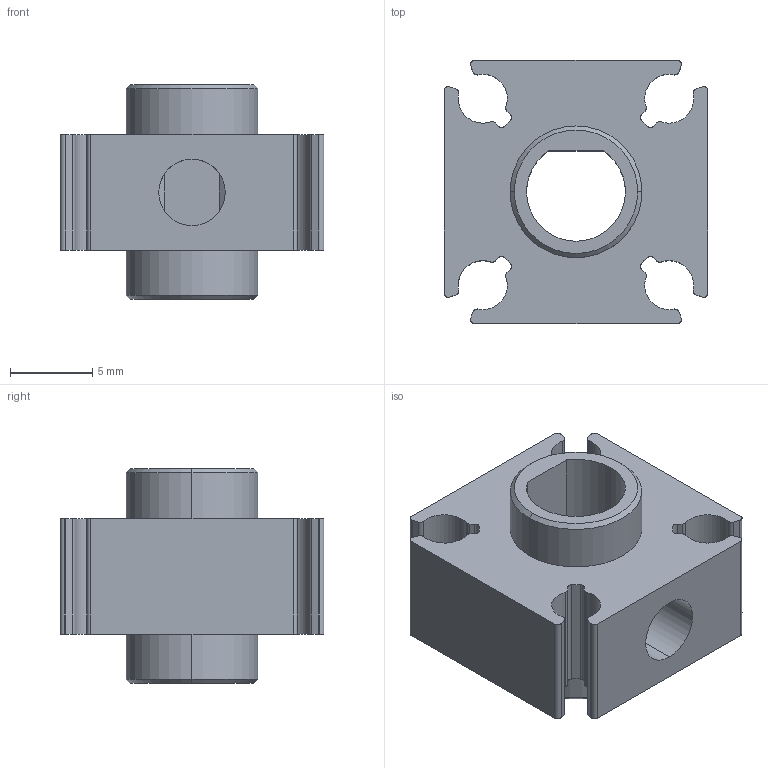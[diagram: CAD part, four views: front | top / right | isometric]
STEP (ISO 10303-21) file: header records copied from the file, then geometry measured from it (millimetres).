
FILE_DESCRIPTION (( 'STEP AP214' ), '1' );
FILE_NAME ('am-3215 6mm D bore Double Nub.STEP', '2016-09-09T00:16:55', ( '' ), ( '' ), 'SwSTEP 2.0', 'SolidWorks 2014', '' );
FILE_SCHEMA (( 'AUTOMOTIVE_DESIGN' ));
Length unit declared in the file: inch
Products named in the file (1): am-3215 6mm D bore Double Nub
Bounding box: 16 x 16 x 13.05 mm (x, y, z)
Volume: 1388.1 mm3; surface area: 1464.8 mm2
Topology: 1 solids, 1 shells, 94 faces, 266 edges, 176 vertices
Faces by surface type: cylinder 61, plane 29, cone 4
Entity records: 3224 total; most frequent: CARTESIAN_POINT 589, DIRECTION 578, ORIENTED_EDGE 532, EDGE_CURVE 266, AXIS2_PLACEMENT_3D 219, VERTEX_POINT 176, LINE 140, VECTOR 140
